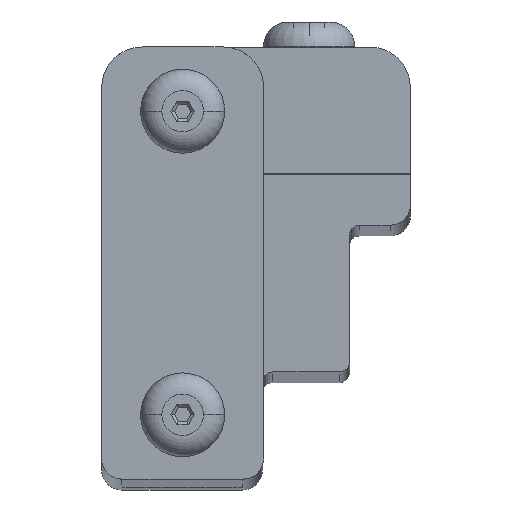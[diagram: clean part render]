
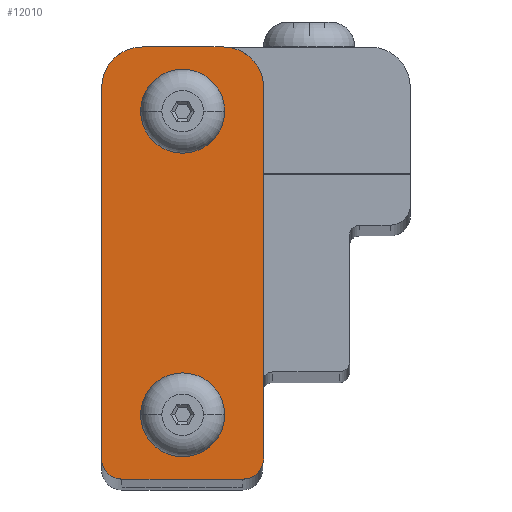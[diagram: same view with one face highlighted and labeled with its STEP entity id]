
A CAD part, top view. The second image highlights one B-rep face of the part: STEP entity #12010.
In plain terms, the highlighted planar face has unit normal (0, 0, 1).
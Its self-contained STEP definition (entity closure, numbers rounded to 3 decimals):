
#1488 = VERTEX_POINT ( 'NONE', #7268 ) ;
#1504 = VERTEX_POINT ( 'NONE', #7283 ) ;
#1506 = VERTEX_POINT ( 'NONE', #7285 ) ;
#1507 = VERTEX_POINT ( 'NONE', #7286 ) ;
#1515 = VERTEX_POINT ( 'NONE', #7294 ) ;
#1521 = VERTEX_POINT ( 'NONE', #7300 ) ;
#1525 = VERTEX_POINT ( 'NONE', #7304 ) ;
#1530 = VERTEX_POINT ( 'NONE', #7309 ) ;
#1531 = VERTEX_POINT ( 'NONE', #7310 ) ;
#1537 = VERTEX_POINT ( 'NONE', #7316 ) ;
#1540 = VERTEX_POINT ( 'NONE', #7319 ) ;
#1544 = VERTEX_POINT ( 'NONE', #7323 ) ;
#2107 = EDGE_CURVE ( 'NONE', #1531, #1515, #6512, .T. ) ;
#2114 = EDGE_CURVE ( 'NONE', #1506, #1525, #6517, .T. ) ;
#2118 = EDGE_CURVE ( 'NONE', #1525, #1506, #6515, .T. ) ;
#2120 = EDGE_CURVE ( 'NONE', #1540, #1488, #6522, .T. ) ;
#2122 = EDGE_CURVE ( 'NONE', #1488, #1507, #6520, .T. ) ;
#2124 = EDGE_CURVE ( 'NONE', #1507, #1537, #6524, .T. ) ;
#2126 = EDGE_CURVE ( 'NONE', #1537, #1504, #6526, .T. ) ;
#2129 = EDGE_CURVE ( 'NONE', #1504, #1544, #6527, .T. ) ;
#2131 = EDGE_CURVE ( 'NONE', #1544, #1521, #6529, .T. ) ;
#2133 = EDGE_CURVE ( 'NONE', #1521, #1530, #6530, .T. ) ;
#2135 = EDGE_CURVE ( 'NONE', #1530, #1540, #6532, .T. ) ;
#2137 = EDGE_CURVE ( 'NONE', #1515, #1531, #6533, .T. ) ;
#5836 = ORIENTED_EDGE ( 'NONE', *, *, #2124, .T. ) ;
#5837 = ORIENTED_EDGE ( 'NONE', *, *, #2114, .F. ) ;
#5838 = ORIENTED_EDGE ( 'NONE', *, *, #2120, .T. ) ;
#5840 = ORIENTED_EDGE ( 'NONE', *, *, #2118, .F. ) ;
#5842 = ORIENTED_EDGE ( 'NONE', *, *, #2122, .T. ) ;
#5843 = ORIENTED_EDGE ( 'NONE', *, *, #2129, .T. ) ;
#5844 = ORIENTED_EDGE ( 'NONE', *, *, #2126, .T. ) ;
#5846 = ORIENTED_EDGE ( 'NONE', *, *, #2133, .T. ) ;
#5847 = ORIENTED_EDGE ( 'NONE', *, *, #2131, .T. ) ;
#5849 = ORIENTED_EDGE ( 'NONE', *, *, #2137, .F. ) ;
#5851 = ORIENTED_EDGE ( 'NONE', *, *, #2135, .T. ) ;
#5853 = ORIENTED_EDGE ( 'NONE', *, *, #2107, .F. ) ;
#5986 = EDGE_LOOP ( 'NONE', ( #5840, #5837 ) ) ;
#6021 = EDGE_LOOP ( 'NONE', ( #5849, #5853 ) ) ;
#6026 = EDGE_LOOP ( 'NONE', ( #5838, #5842, #5836, #5844, #5843, #5847, #5846, #5851 ) ) ;
#6512 = CIRCLE ( 'NONE', #7890, 4.15 ) ;
#6515 = CIRCLE ( 'NONE', #7892, 4.15 ) ;
#6517 = CIRCLE ( 'NONE', #7891, 4.15 ) ;
#6520 = LINE ( 'NONE', #7741, #6525 ) ;
#6522 = CIRCLE ( 'NONE', #7893, 4. ) ;
#6524 = CIRCLE ( 'NONE', #7894, 4. ) ;
#6525 = VECTOR ( 'NONE', #7736, 1000. ) ;
#6526 = LINE ( 'NONE', #7732, #6528 ) ;
#6527 = CIRCLE ( 'NONE', #7895, 2. ) ;
#6528 = VECTOR ( 'NONE', #7740, 1000. ) ;
#6529 = LINE ( 'NONE', #7745, #6531 ) ;
#6530 = CIRCLE ( 'NONE', #7896, 2. ) ;
#6531 = VECTOR ( 'NONE', #7746, 1000. ) ;
#6532 = LINE ( 'NONE', #7750, #6534 ) ;
#6533 = CIRCLE ( 'NONE', #7897, 4.15 ) ;
#6534 = VECTOR ( 'NONE', #7751, 1000. ) ;
#7268 = CARTESIAN_POINT ( 'NONE',  ( 12., 0., 613.5 ) ) ;
#7283 = CARTESIAN_POINT ( 'NONE',  ( 0., -40.7, 613.5 ) ) ;
#7285 = CARTESIAN_POINT ( 'NONE',  ( 12.15, -6.35, 613.5 ) ) ;
#7286 = CARTESIAN_POINT ( 'NONE',  ( 4., 0., 613.5 ) ) ;
#7294 = CARTESIAN_POINT ( 'NONE',  ( 3.85, -36.35, 613.5 ) ) ;
#7300 = CARTESIAN_POINT ( 'NONE',  ( 14., -42.7, 613.5 ) ) ;
#7304 = CARTESIAN_POINT ( 'NONE',  ( 3.85, -6.35, 613.5 ) ) ;
#7309 = CARTESIAN_POINT ( 'NONE',  ( 16., -40.7, 613.5 ) ) ;
#7310 = CARTESIAN_POINT ( 'NONE',  ( 12.15, -36.35, 613.5 ) ) ;
#7316 = CARTESIAN_POINT ( 'NONE',  ( 0., -4., 613.5 ) ) ;
#7319 = CARTESIAN_POINT ( 'NONE',  ( 16., -4., 613.5 ) ) ;
#7323 = CARTESIAN_POINT ( 'NONE',  ( 2., -42.7, 613.5 ) ) ;
#7727 = CARTESIAN_POINT ( 'NONE',  ( 8., -36.35, 613.5 ) ) ;
#7728 = DIRECTION ( 'NONE',  ( 0., 0., 1. ) ) ;
#7729 = DIRECTION ( 'NONE',  ( -1., 0., 0. ) ) ;
#7732 = CARTESIAN_POINT ( 'NONE',  ( 0., -40.7, 613.5 ) ) ;
#7733 = CARTESIAN_POINT ( 'NONE',  ( 8., -6.35, 613.5 ) ) ;
#7734 = DIRECTION ( 'NONE',  ( 0., 0., 1. ) ) ;
#7735 = DIRECTION ( 'NONE',  ( -1., 0., 0. ) ) ;
#7736 = DIRECTION ( 'NONE',  ( -1., 0., 0. ) ) ;
#7737 = CARTESIAN_POINT ( 'NONE',  ( 8., -6.35, 613.5 ) ) ;
#7738 = DIRECTION ( 'NONE',  ( 0., 0., 1. ) ) ;
#7739 = DIRECTION ( 'NONE',  ( -1., 0., 0. ) ) ;
#7740 = DIRECTION ( 'NONE',  ( 0., -1., 0. ) ) ;
#7741 = CARTESIAN_POINT ( 'NONE',  ( 4., 0., 613.5 ) ) ;
#7742 = CARTESIAN_POINT ( 'NONE',  ( 12., -4., 613.5 ) ) ;
#7743 = DIRECTION ( 'NONE',  ( 0., 0., 1. ) ) ;
#7744 = DIRECTION ( 'NONE',  ( -1., 0., 0. ) ) ;
#7745 = CARTESIAN_POINT ( 'NONE',  ( 2., -42.7, 613.5 ) ) ;
#7746 = DIRECTION ( 'NONE',  ( 1., 0., 0. ) ) ;
#7747 = CARTESIAN_POINT ( 'NONE',  ( 4., -4., 613.5 ) ) ;
#7748 = DIRECTION ( 'NONE',  ( 0., 0., 1. ) ) ;
#7749 = DIRECTION ( 'NONE',  ( 1., 0., 0. ) ) ;
#7750 = CARTESIAN_POINT ( 'NONE',  ( 16., -40.7, 613.5 ) ) ;
#7751 = DIRECTION ( 'NONE',  ( 0., 1., 0. ) ) ;
#7752 = CARTESIAN_POINT ( 'NONE',  ( 2., -40.7, 613.5 ) ) ;
#7753 = DIRECTION ( 'NONE',  ( 0., 0., 1. ) ) ;
#7754 = DIRECTION ( 'NONE',  ( -1., 0., 0. ) ) ;
#7757 = CARTESIAN_POINT ( 'NONE',  ( 14., -40.7, 613.5 ) ) ;
#7758 = DIRECTION ( 'NONE',  ( 0., 0., 1. ) ) ;
#7759 = DIRECTION ( 'NONE',  ( -1., 0., 0. ) ) ;
#7762 = CARTESIAN_POINT ( 'NONE',  ( 8., -36.35, 613.5 ) ) ;
#7763 = DIRECTION ( 'NONE',  ( 0., 0., 1. ) ) ;
#7764 = DIRECTION ( 'NONE',  ( -1., 0., 0. ) ) ;
#7890 = AXIS2_PLACEMENT_3D ( 'NONE', #7727, #7728, #7729 ) ;
#7891 = AXIS2_PLACEMENT_3D ( 'NONE', #7733, #7734, #7735 ) ;
#7892 = AXIS2_PLACEMENT_3D ( 'NONE', #7737, #7738, #7739 ) ;
#7893 = AXIS2_PLACEMENT_3D ( 'NONE', #7742, #7743, #7744 ) ;
#7894 = AXIS2_PLACEMENT_3D ( 'NONE', #7747, #7748, #7749 ) ;
#7895 = AXIS2_PLACEMENT_3D ( 'NONE', #7752, #7753, #7754 ) ;
#7896 = AXIS2_PLACEMENT_3D ( 'NONE', #7757, #7758, #7759 ) ;
#7897 = AXIS2_PLACEMENT_3D ( 'NONE', #7762, #7763, #7764 ) ;
#9393 = AXIS2_PLACEMENT_3D ( 'NONE', #10543, #10539, #10545 ) ;
#9730 = FACE_BOUND ( 'NONE', #6021, .T. ) ;
#9737 = FACE_BOUND ( 'NONE', #5986, .T. ) ;
#9739 = FACE_OUTER_BOUND ( 'NONE', #6026, .T. ) ;
#10539 = DIRECTION ( 'NONE',  ( 0., 0., -1. ) ) ;
#10543 = CARTESIAN_POINT ( 'NONE',  ( 12., -4., 613.5 ) ) ;
#10544 = PLANE ( 'NONE',  #9393 ) ;
#10545 = DIRECTION ( 'NONE',  ( -1., 0., 0. ) ) ;
#12010 = ADVANCED_FACE ( 'NONE', ( #9737, #9739, #9730 ), #10544, .F. ) ;
